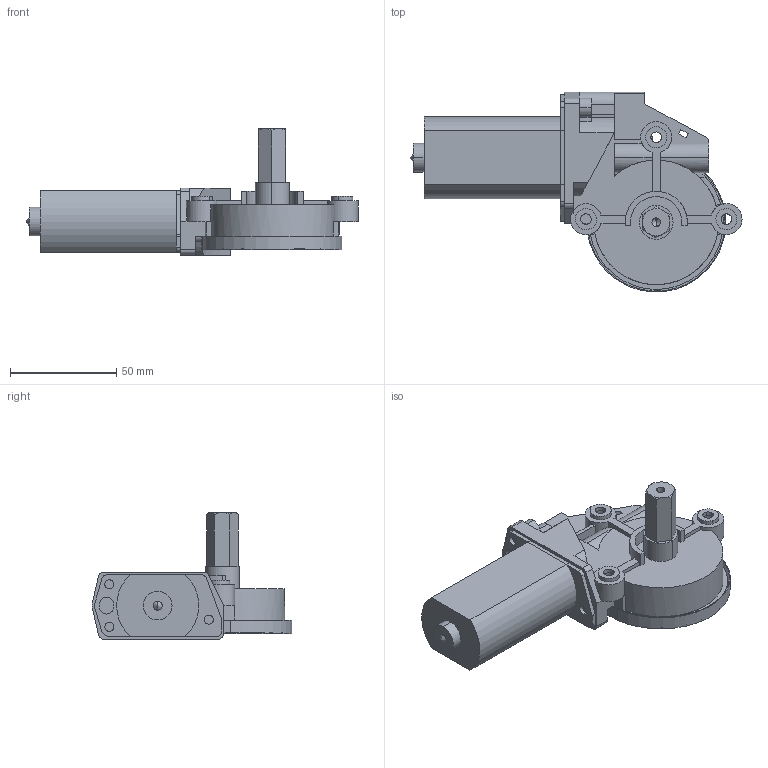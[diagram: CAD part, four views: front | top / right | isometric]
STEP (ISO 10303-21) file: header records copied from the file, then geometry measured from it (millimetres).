
FILE_DESCRIPTION (( 'STEP AP214' ), '1' );
FILE_NAME ('am-2235a Snow Blower Motor With Hex Shaft.STEP', '2019-10-31T20:32:18', ( '' ), ( '' ), 'SwSTEP 2.0', 'SolidWorks 2019', '' );
FILE_SCHEMA (( 'AUTOMOTIVE_DESIGN' ));
Length unit declared in the file: inch
Products named in the file (6): AM-2235 gear cap; AM-2235a hex output shaft; AM-2235 motor; am-2235a Snow Blower Motor With Hex Shaft; AM-2235 gearbox housing; AM-2235 threaded insert
Assembly tree (7 placements, depth 2):
  am-2235a Snow Blower Motor With Hex Shaft
    AM-2235 gearbox housing
    AM-2235 gear cap
    AM-2235 motor
    AM-2235 threaded insert  x3
    AM-2235a hex output shaft
Bounding box: 155.99 x 93.89 x 59.31 mm (x, y, z)
Volume: 178348 mm3; surface area: 47855.7 mm2
Topology: 8 solids, 8 shells, 218 faces, 575 edges, 376 vertices
Faces by surface type: plane 113, cylinder 91, cone 12, bspline 2
Entity records: 6844 total; most frequent: CARTESIAN_POINT 1341, DIRECTION 1134, ORIENTED_EDGE 1074, EDGE_CURVE 537, AXIS2_PLACEMENT_3D 417, VERTEX_POINT 352, VECTOR 300, LINE 300
